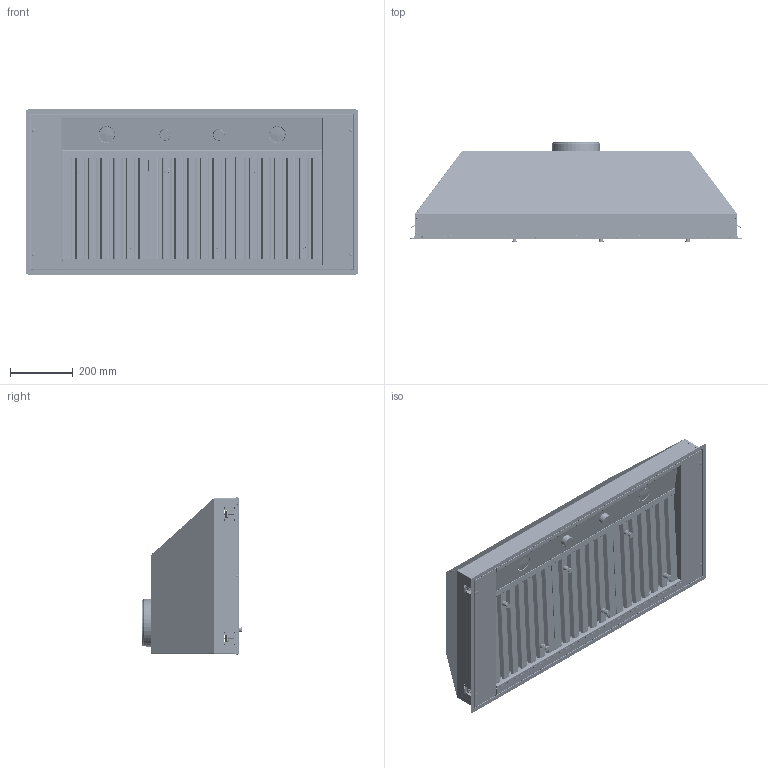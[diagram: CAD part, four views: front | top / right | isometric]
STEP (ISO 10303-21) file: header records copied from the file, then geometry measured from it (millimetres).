
FILE_DESCRIPTION((''),'2;1');
FILE_NAME('35B_734_ASM','2017-05-11T',('MN049'),(''),'PRO/ENGINEER BY PARAMETRIC TECHNOLOGY CORPORATION, 2014200','PRO/ENGINEER BY PARAMETRIC TECHNOLOGY CORPORATION, 2014200','');
FILE_SCHEMA(('CONFIG_CONTROL_DESIGN'));
Products named in the file (37): 35B_002; 35B_009; 35B_015; 35B_040; 35B_025; RVT_003; 35B_707_ASM; 35B_022; G05_013; 35B_703_ASM; 35B_727_ASM; CMM_029; CME_FARETTO_220V; 35B_799_ASM; 35B_790_ASM; 178_055; 178_056; 178_059; 178_053; 178_054; 178_702_ASM; 35B_057; SCR_011; 350_044; G05_010; G05_027; G05_026; CMM_030; G05_717_ASM; 35B_049_G; 35B_053; SCR_004; G05_004; A32_008; G05_712_ASM; 35B_714_ASM; 35B_734_ASM
Assembly tree (130 placements, depth 6):
  35B_734_ASM
    35B_714_ASM
      35B_707_ASM
        35B_002
        35B_009
        35B_015
        35B_040
        35B_025
        RVT_003  x48
      35B_790_ASM
        35B_727_ASM
          35B_703_ASM
            35B_022
            G05_013
        CMM_029  x2
        35B_799_ASM  x2
          CME_FARETTO_220V
      178_702_ASM  x4
        178_055
        178_056
        178_059
        178_053
        178_054
      35B_057
      SCR_011  x16
      350_044  x10
      G05_010
      G05_717_ASM  x3
        G05_027
        G05_026
        CMM_030
      35B_049_G  x2
      35B_053  x2
      SCR_004  x14
      G05_712_ASM
        G05_004
        A32_008
Bounding box: 1055.5 x 320.41 x 525.04 mm (x, y, z)
Volume: 1753816.4 mm3; surface area: 4915687 mm2
Topology: 139 solids, 139 shells, 8974 faces, 22872 edges, 14280 vertices
Faces by surface type: plane 5287, cylinder 2554, torus 412, cone 382, sphere 180, bspline 159
Entity records: 125757 total; most frequent: CARTESIAN_POINT 33433, DIRECTION 20025, ORIENTED_EDGE 18478, EDGE_CURVE 9239, AXIS2_PLACEMENT_3D 7285, VERTEX_POINT 5750, VECTOR 5455, LINE 5455
